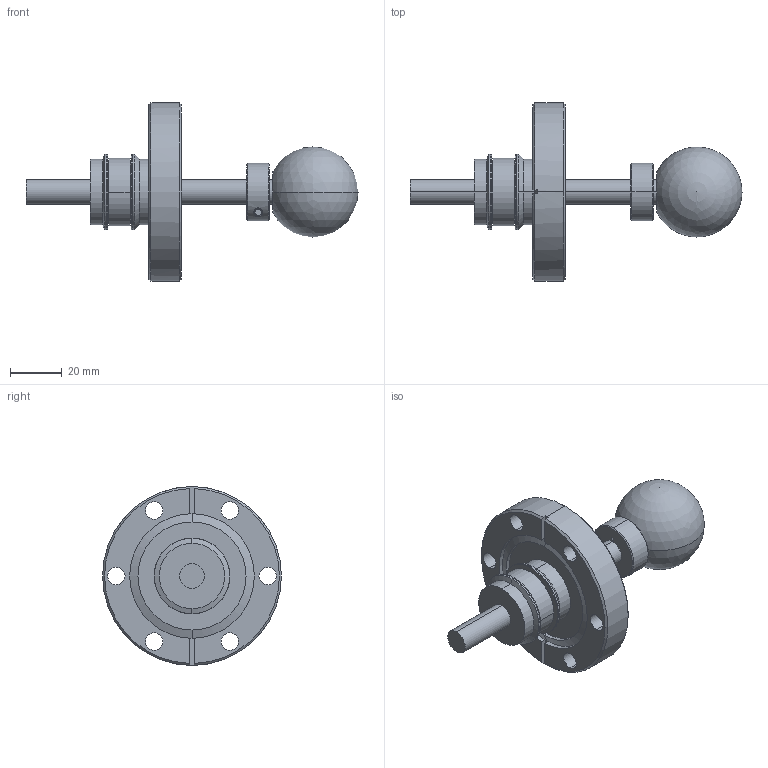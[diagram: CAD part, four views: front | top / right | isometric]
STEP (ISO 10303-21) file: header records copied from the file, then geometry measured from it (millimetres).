
FILE_DESCRIPTION (( 'STEP AP214' ), '1' );
FILE_NAME ('QN109853-01, FWS-15-275-1.STEP', '2017-10-12T20:40:20', ( 'My Thermionics' ), ( '' ), 'SwSTEP 2.0', 'SolidWorks 2010', '' );
FILE_SCHEMA (( 'AUTOMOTIVE_DESIGN' ));
Length unit declared in the file: inch
Products named in the file (1): QN109853-01, FWS-15-275-1
Bounding box: 128.78 x 69.34 x 69.34 mm (x, y, z)
Surface area: 25247.5 mm2 (no closed solid volume)
Topology: 0 solids, 15 shells, 131 faces, 372 edges, 248 vertices
Faces by surface type: cylinder 64, plane 38, cone 25, sphere 4
Entity records: 6068 total; most frequent: CARTESIAN_POINT 887, DIRECTION 798, ORIENTED_EDGE 612, EDGE_CURVE 360, AXIS2_PLACEMENT_3D 323, VERTEX_POINT 242, CIRCLE 191, EDGE_LOOP 162
